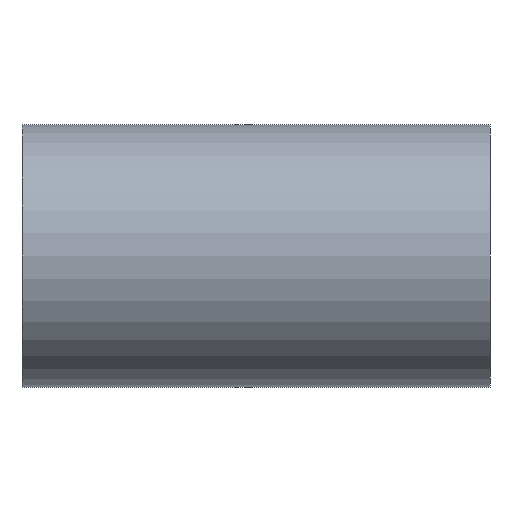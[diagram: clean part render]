
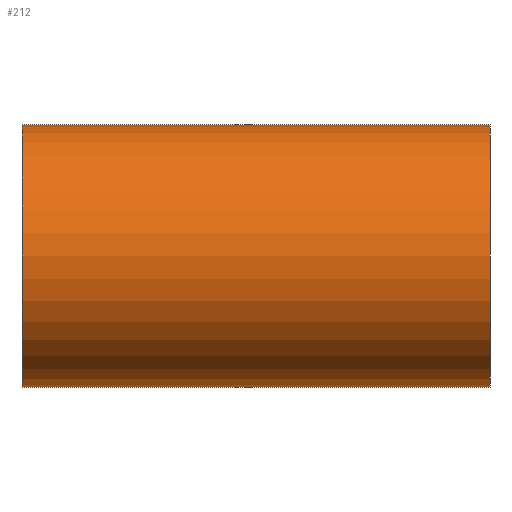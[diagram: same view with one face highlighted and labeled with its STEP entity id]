
A CAD part, left-side view. The second image highlights one B-rep face of the part: STEP entity #212.
In plain terms, the highlighted cylindrical face has radius 7 mm (diameter 14 mm), a partial arc.
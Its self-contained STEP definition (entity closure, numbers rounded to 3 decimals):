
#46 = FACE_OUTER_BOUND ( 'NONE', #355, .T. ) ;
#66 = VERTEX_POINT ( 'NONE', #151 ) ;
#72 = CARTESIAN_POINT ( 'NONE',  ( 0., -12.5, 7. ) ) ;
#82 = CARTESIAN_POINT ( 'NONE',  ( 0., 12.5, -7. ) ) ;
#85 = DIRECTION ( 'NONE',  ( 0., -1., 0. ) ) ;
#90 = ORIENTED_EDGE ( 'NONE', *, *, #327, .T. ) ;
#98 = EDGE_CURVE ( 'NONE', #165, #513, #143, .T. ) ;
#105 = VECTOR ( 'NONE', #429, 1000. ) ;
#143 = LINE ( 'NONE', #82, #105 ) ;
#151 = CARTESIAN_POINT ( 'NONE',  ( 0., 12.5, 7. ) ) ;
#165 = VERTEX_POINT ( 'NONE', #588 ) ;
#212 = ADVANCED_FACE ( 'NONE', ( #46 ), #439, .T. ) ;
#235 = LINE ( 'NONE', #718, #610 ) ;
#273 = DIRECTION ( 'NONE',  ( 0., 0., 1. ) ) ;
#274 = ORIENTED_EDGE ( 'NONE', *, *, #98, .T. ) ;
#306 = DIRECTION ( 'NONE',  ( 0., -1., 0. ) ) ;
#308 = EDGE_CURVE ( 'NONE', #66, #620, #235, .T. ) ;
#327 = EDGE_CURVE ( 'NONE', #513, #620, #713, .T. ) ;
#355 = EDGE_LOOP ( 'NONE', ( #635, #694, #274, #90 ) ) ;
#376 = AXIS2_PLACEMENT_3D ( 'NONE', #512, #306, #802 ) ;
#411 = CARTESIAN_POINT ( 'NONE',  ( 0., 12.5, 0. ) ) ;
#429 = DIRECTION ( 'NONE',  ( 0., -1., 0. ) ) ;
#439 = CYLINDRICAL_SURFACE ( 'NONE', #376, 7. ) ;
#467 = AXIS2_PLACEMENT_3D ( 'NONE', #411, #825, #273 ) ;
#512 = CARTESIAN_POINT ( 'NONE',  ( 0., 12.5, 0. ) ) ;
#513 = VERTEX_POINT ( 'NONE', #544 ) ;
#515 = DIRECTION ( 'NONE',  ( 0., 0., 1. ) ) ;
#544 = CARTESIAN_POINT ( 'NONE',  ( 0., -12.5, -7. ) ) ;
#579 = DIRECTION ( 'NONE',  ( 0., 1., 0. ) ) ;
#588 = CARTESIAN_POINT ( 'NONE',  ( 0., 12.5, -7. ) ) ;
#610 = VECTOR ( 'NONE', #85, 1000. ) ;
#620 = VERTEX_POINT ( 'NONE', #72 ) ;
#635 = ORIENTED_EDGE ( 'NONE', *, *, #308, .F. ) ;
#694 = ORIENTED_EDGE ( 'NONE', *, *, #901, .F. ) ;
#713 = CIRCLE ( 'NONE', #830, 7. ) ;
#718 = CARTESIAN_POINT ( 'NONE',  ( 0., 12.5, 7. ) ) ;
#721 = CARTESIAN_POINT ( 'NONE',  ( 0., -12.5, 0. ) ) ;
#802 = DIRECTION ( 'NONE',  ( 0., 0., -1. ) ) ;
#818 = CIRCLE ( 'NONE', #467, 7. ) ;
#825 = DIRECTION ( 'NONE',  ( 0., 1., 0. ) ) ;
#830 = AXIS2_PLACEMENT_3D ( 'NONE', #721, #579, #515 ) ;
#901 = EDGE_CURVE ( 'NONE', #165, #66, #818, .T. ) ;
